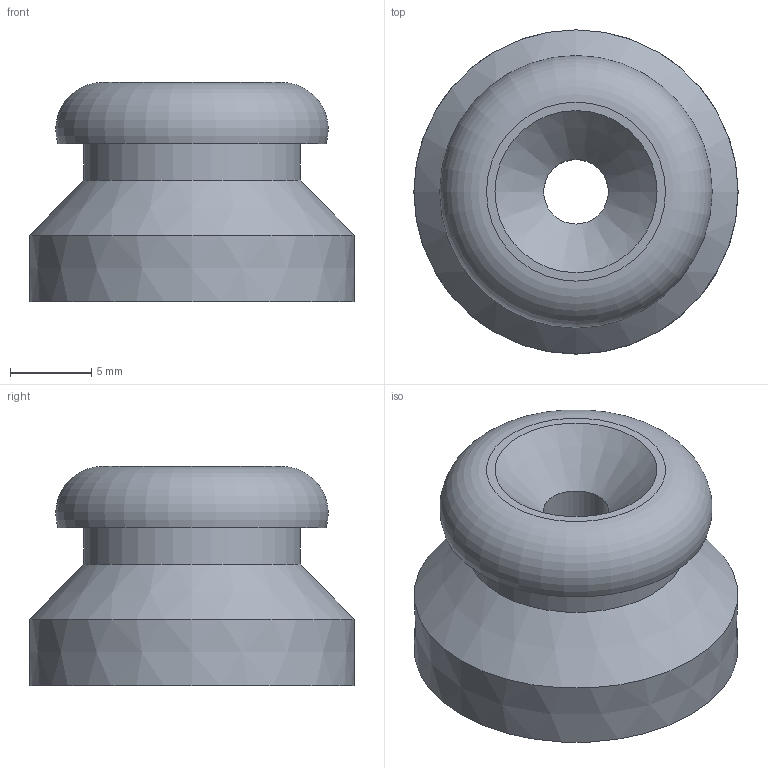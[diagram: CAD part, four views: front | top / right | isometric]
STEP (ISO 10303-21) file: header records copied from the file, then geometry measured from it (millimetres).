
FILE_DESCRIPTION(/* description */ (''),/* implementation_level */ '2;1');
FILE_NAME(/* name */ 'Pressure sensor foot.step',/* time_stamp */ '2021-02-02T21:54:41-05:00',/* author */ (''),/* organization */ (''),/* preprocessor_version */ 'ST-DEVELOPER v18.1',/* originating_system */ 'Autodesk Translation Framework v9.7.1.1290',/* authorisation */ '');
FILE_SCHEMA (('AUTOMOTIVE_DESIGN { 1 0 10303 214 3 1 1 }'));
Length unit declared in the file: millimetre
Products named in the file (1): Pressure sensor foot
Bounding box: 19.99 x 19.99 x 13.5 mm (x, y, z)
Volume: 2767.6 mm3; surface area: 1585.6 mm2
Topology: 1 solids, 1 shells, 17 faces, 28 edges, 18 vertices
Faces by surface type: plane 7, cylinder 6, cone 3, torus 1
Full cylindrical faces by diameter (mm): 2.7 x2, 3.988 x1, 5 x1, 7 x1, 13.367 x1
Entity records: 442 total; most frequent: DIRECTION 83, CARTESIAN_POINT 64, ORIENTED_EDGE 56, AXIS2_PLACEMENT_3D 37, EDGE_CURVE 28, EDGE_LOOP 24, CIRCLE 19, VERTEX_POINT 18
